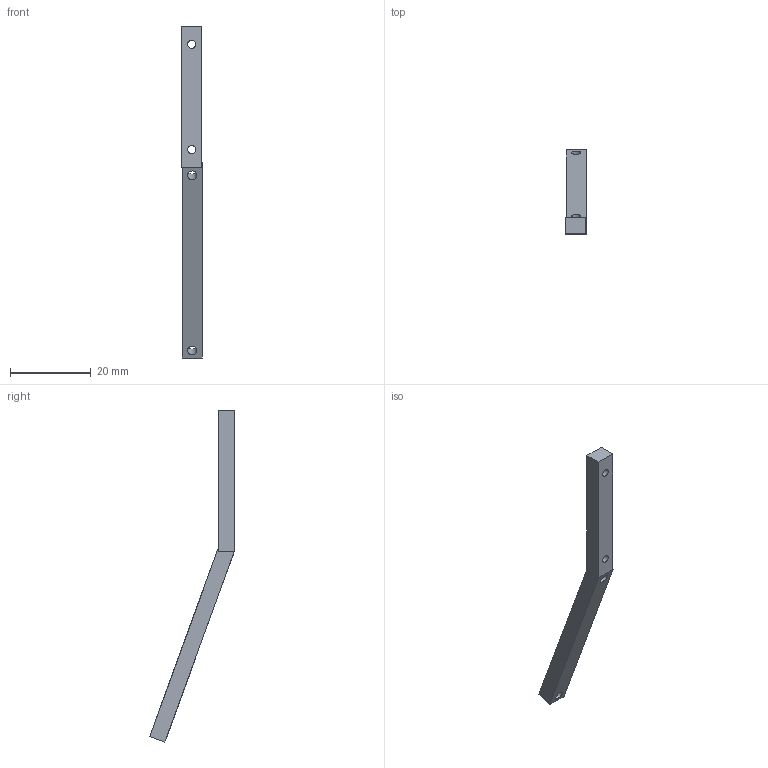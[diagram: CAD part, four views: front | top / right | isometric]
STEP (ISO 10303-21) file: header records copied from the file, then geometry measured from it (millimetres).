
FILE_DESCRIPTION(/* description */ (''),/* implementation_level */ '2;1');
FILE_NAME(/* name */ 'PORTA PULSANTIERA v4.step',/* time_stamp */ '2021-09-06T18:34:10+02:00',/* author */ (''),/* organization */ (''),/* preprocessor_version */ 'ST-DEVELOPER v18.1',/* originating_system */ 'Autodesk Translation Framework v10.10.0.1391',/* authorisation */ '');
FILE_SCHEMA (('AUTOMOTIVE_DESIGN { 1 0 10303 214 3 1 1 }'));
Length unit declared in the file: millimetre
Products named in the file (1): PORTA PULSANTIERA
Bounding box: 5.13 x 20.86 x 81.98 mm (x, y, z)
Volume: 1628.3 mm3; surface area: 1637.8 mm2
Topology: 1 solids, 1 shells, 18 faces, 43 edges, 28 vertices
Faces by surface type: plane 14, cylinder 4
Full cylindrical faces by diameter (mm): 2 x2, 2.3 x2
Entity records: 570 total; most frequent: DIRECTION 91, CARTESIAN_POINT 90, ORIENTED_EDGE 86, EDGE_CURVE 43, LINE 33, VECTOR 33, AXIS2_PLACEMENT_3D 29, VERTEX_POINT 28
